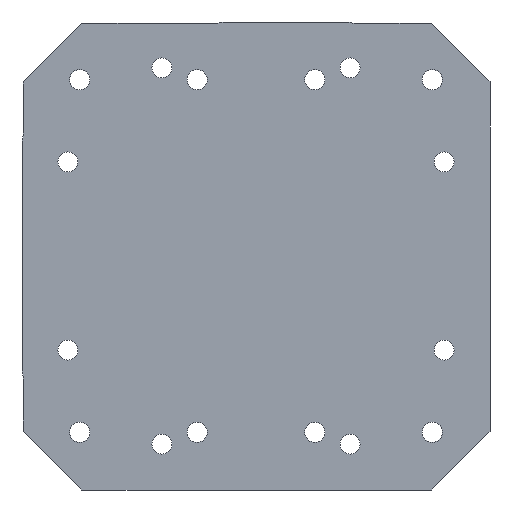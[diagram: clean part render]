
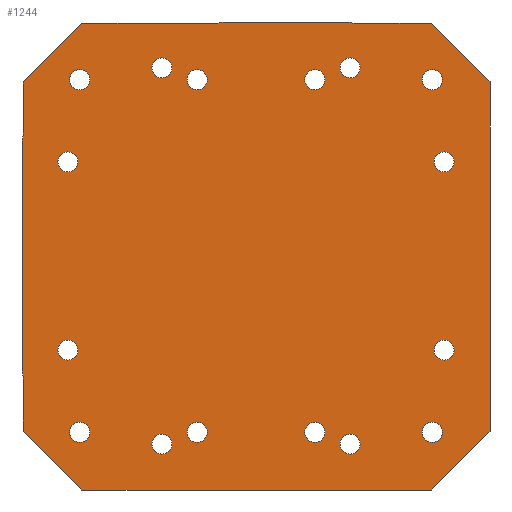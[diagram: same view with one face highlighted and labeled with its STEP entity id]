
A CAD part, front view. The second image highlights one B-rep face of the part: STEP entity #1244.
In plain terms, the highlighted planar face has unit normal (0, -1, 0).
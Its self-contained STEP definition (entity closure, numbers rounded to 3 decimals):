
#33=PLANE('',#1367);
#66=LINE('',#1889,#136);
#69=LINE('',#1895,#139);
#72=LINE('',#1901,#142);
#75=LINE('',#1907,#145);
#78=LINE('',#1913,#148);
#81=LINE('',#1919,#151);
#84=LINE('',#1925,#154);
#88=LINE('',#1939,#158);
#92=LINE('',#1951,#162);
#95=LINE('',#1957,#165);
#98=LINE('',#1963,#168);
#102=LINE('',#1979,#172);
#136=VECTOR('',#1496,1000.);
#139=VECTOR('',#1501,1000.);
#142=VECTOR('',#1506,1000.);
#145=VECTOR('',#1511,1000.);
#148=VECTOR('',#1516,1000.);
#151=VECTOR('',#1521,1000.);
#154=VECTOR('',#1526,1000.);
#158=VECTOR('',#1540,1000.);
#162=VECTOR('',#1552,1000.);
#165=VECTOR('',#1557,1000.);
#168=VECTOR('',#1562,1000.);
#172=VECTOR('',#1578,1000.);
#313=ORIENTED_EDGE('',*,*,#577,.F.);
#314=ORIENTED_EDGE('',*,*,#578,.F.);
#315=ORIENTED_EDGE('',*,*,#579,.F.);
#316=ORIENTED_EDGE('',*,*,#580,.F.);
#317=ORIENTED_EDGE('',*,*,#581,.F.);
#318=ORIENTED_EDGE('',*,*,#582,.F.);
#319=ORIENTED_EDGE('',*,*,#583,.F.);
#320=ORIENTED_EDGE('',*,*,#584,.F.);
#321=ORIENTED_EDGE('',*,*,#585,.F.);
#322=ORIENTED_EDGE('',*,*,#586,.F.);
#323=ORIENTED_EDGE('',*,*,#587,.F.);
#324=ORIENTED_EDGE('',*,*,#588,.F.);
#325=ORIENTED_EDGE('',*,*,#589,.F.);
#326=ORIENTED_EDGE('',*,*,#590,.F.);
#327=ORIENTED_EDGE('',*,*,#591,.F.);
#328=ORIENTED_EDGE('',*,*,#592,.F.);
#329=ORIENTED_EDGE('',*,*,#500,.T.);
#330=ORIENTED_EDGE('',*,*,#504,.F.);
#331=ORIENTED_EDGE('',*,*,#507,.F.);
#332=ORIENTED_EDGE('',*,*,#510,.F.);
#333=ORIENTED_EDGE('',*,*,#513,.F.);
#334=ORIENTED_EDGE('',*,*,#516,.F.);
#335=ORIENTED_EDGE('',*,*,#519,.F.);
#336=ORIENTED_EDGE('',*,*,#522,.F.);
#337=ORIENTED_EDGE('',*,*,#525,.T.);
#338=ORIENTED_EDGE('',*,*,#529,.F.);
#339=ORIENTED_EDGE('',*,*,#532,.T.);
#340=ORIENTED_EDGE('',*,*,#535,.F.);
#341=ORIENTED_EDGE('',*,*,#538,.F.);
#342=ORIENTED_EDGE('',*,*,#541,.F.);
#343=ORIENTED_EDGE('',*,*,#544,.T.);
#344=ORIENTED_EDGE('',*,*,#549,.F.);
#500=EDGE_CURVE('',#648,#649,#770,.T.);
#504=EDGE_CURVE('',#652,#649,#66,.T.);
#507=EDGE_CURVE('',#654,#652,#69,.T.);
#510=EDGE_CURVE('',#656,#654,#72,.T.);
#513=EDGE_CURVE('',#658,#656,#75,.T.);
#516=EDGE_CURVE('',#660,#658,#78,.T.);
#519=EDGE_CURVE('',#662,#660,#81,.T.);
#522=EDGE_CURVE('',#664,#662,#84,.T.);
#525=EDGE_CURVE('',#664,#666,#772,.T.);
#529=EDGE_CURVE('',#669,#666,#88,.T.);
#532=EDGE_CURVE('',#669,#671,#775,.T.);
#535=EDGE_CURVE('',#673,#671,#92,.T.);
#538=EDGE_CURVE('',#675,#673,#95,.T.);
#541=EDGE_CURVE('',#677,#675,#98,.T.);
#544=EDGE_CURVE('',#677,#679,#777,.T.);
#549=EDGE_CURVE('',#648,#679,#102,.T.);
#577=EDGE_CURVE('',#709,#709,#797,.T.);
#578=EDGE_CURVE('',#710,#710,#798,.T.);
#579=EDGE_CURVE('',#711,#711,#799,.T.);
#580=EDGE_CURVE('',#712,#712,#800,.T.);
#581=EDGE_CURVE('',#713,#713,#801,.T.);
#582=EDGE_CURVE('',#714,#714,#802,.T.);
#583=EDGE_CURVE('',#715,#715,#803,.T.);
#584=EDGE_CURVE('',#716,#716,#804,.T.);
#585=EDGE_CURVE('',#717,#717,#805,.T.);
#586=EDGE_CURVE('',#718,#718,#806,.T.);
#587=EDGE_CURVE('',#719,#719,#807,.T.);
#588=EDGE_CURVE('',#720,#720,#808,.T.);
#589=EDGE_CURVE('',#721,#721,#809,.T.);
#590=EDGE_CURVE('',#722,#722,#810,.T.);
#591=EDGE_CURVE('',#723,#723,#811,.T.);
#592=EDGE_CURVE('',#724,#724,#812,.T.);
#648=VERTEX_POINT('',#1881);
#649=VERTEX_POINT('',#1882);
#652=VERTEX_POINT('',#1890);
#654=VERTEX_POINT('',#1896);
#656=VERTEX_POINT('',#1902);
#658=VERTEX_POINT('',#1908);
#660=VERTEX_POINT('',#1914);
#662=VERTEX_POINT('',#1920);
#664=VERTEX_POINT('',#1926);
#666=VERTEX_POINT('',#1932);
#669=VERTEX_POINT('',#1940);
#671=VERTEX_POINT('',#1946);
#673=VERTEX_POINT('',#1952);
#675=VERTEX_POINT('',#1958);
#677=VERTEX_POINT('',#1964);
#679=VERTEX_POINT('',#1970);
#709=VERTEX_POINT('',#2036);
#710=VERTEX_POINT('',#2038);
#711=VERTEX_POINT('',#2040);
#712=VERTEX_POINT('',#2042);
#713=VERTEX_POINT('',#2044);
#714=VERTEX_POINT('',#2046);
#715=VERTEX_POINT('',#2048);
#716=VERTEX_POINT('',#2050);
#717=VERTEX_POINT('',#2052);
#718=VERTEX_POINT('',#2054);
#719=VERTEX_POINT('',#2056);
#720=VERTEX_POINT('',#2058);
#721=VERTEX_POINT('',#2060);
#722=VERTEX_POINT('',#2062);
#723=VERTEX_POINT('',#2064);
#724=VERTEX_POINT('',#2066);
#770=CIRCLE('',#1324,25.);
#772=CIRCLE('',#1334,25.);
#775=CIRCLE('',#1339,25.);
#777=CIRCLE('',#1345,25.);
#797=CIRCLE('',#1368,8.5);
#798=CIRCLE('',#1369,8.5);
#799=CIRCLE('',#1370,8.5);
#800=CIRCLE('',#1371,8.5);
#801=CIRCLE('',#1372,8.5);
#802=CIRCLE('',#1373,8.5);
#803=CIRCLE('',#1374,8.5);
#804=CIRCLE('',#1375,8.5);
#805=CIRCLE('',#1376,8.5);
#806=CIRCLE('',#1377,8.5);
#807=CIRCLE('',#1378,8.5);
#808=CIRCLE('',#1379,8.5);
#809=CIRCLE('',#1380,8.5);
#810=CIRCLE('',#1381,8.5);
#811=CIRCLE('',#1382,8.5);
#812=CIRCLE('',#1383,8.5);
#885=EDGE_LOOP('',(#313));
#886=EDGE_LOOP('',(#314));
#887=EDGE_LOOP('',(#315));
#888=EDGE_LOOP('',(#316));
#889=EDGE_LOOP('',(#317));
#890=EDGE_LOOP('',(#318));
#891=EDGE_LOOP('',(#319));
#892=EDGE_LOOP('',(#320));
#893=EDGE_LOOP('',(#321));
#894=EDGE_LOOP('',(#322));
#895=EDGE_LOOP('',(#323));
#896=EDGE_LOOP('',(#324));
#897=EDGE_LOOP('',(#325));
#898=EDGE_LOOP('',(#326));
#899=EDGE_LOOP('',(#327));
#900=EDGE_LOOP('',(#328));
#901=EDGE_LOOP('',(#329,#330,#331,#332,#333,#334,#335,#336,#337,#338,#339,
#340,#341,#342,#343,#344));
#1055=FACE_BOUND('',#885,.T.);
#1056=FACE_BOUND('',#886,.T.);
#1057=FACE_BOUND('',#887,.T.);
#1058=FACE_BOUND('',#888,.T.);
#1059=FACE_BOUND('',#889,.T.);
#1060=FACE_BOUND('',#890,.T.);
#1061=FACE_BOUND('',#891,.T.);
#1062=FACE_BOUND('',#892,.T.);
#1063=FACE_BOUND('',#893,.T.);
#1064=FACE_BOUND('',#894,.T.);
#1065=FACE_BOUND('',#895,.T.);
#1066=FACE_BOUND('',#896,.T.);
#1067=FACE_BOUND('',#897,.T.);
#1068=FACE_BOUND('',#898,.T.);
#1069=FACE_BOUND('',#899,.T.);
#1070=FACE_BOUND('',#900,.T.);
#1071=FACE_BOUND('',#901,.T.);
#1244=ADVANCED_FACE('',(#1055,#1056,#1057,#1058,#1059,#1060,#1061,#1062,
#1063,#1064,#1065,#1066,#1067,#1068,#1069,#1070,#1071),#33,.F.);
#1324=AXIS2_PLACEMENT_3D('',#1880,#1488,#1489);
#1334=AXIS2_PLACEMENT_3D('',#1931,#1531,#1532);
#1339=AXIS2_PLACEMENT_3D('',#1945,#1545,#1546);
#1345=AXIS2_PLACEMENT_3D('',#1969,#1567,#1568);
#1367=AXIS2_PLACEMENT_3D('',#2034,#1624,#1625);
#1368=AXIS2_PLACEMENT_3D('',#2035,#1626,#1627);
#1369=AXIS2_PLACEMENT_3D('',#2037,#1628,#1629);
#1370=AXIS2_PLACEMENT_3D('',#2039,#1630,#1631);
#1371=AXIS2_PLACEMENT_3D('',#2041,#1632,#1633);
#1372=AXIS2_PLACEMENT_3D('',#2043,#1634,#1635);
#1373=AXIS2_PLACEMENT_3D('',#2045,#1636,#1637);
#1374=AXIS2_PLACEMENT_3D('',#2047,#1638,#1639);
#1375=AXIS2_PLACEMENT_3D('',#2049,#1640,#1641);
#1376=AXIS2_PLACEMENT_3D('',#2051,#1642,#1643);
#1377=AXIS2_PLACEMENT_3D('',#2053,#1644,#1645);
#1378=AXIS2_PLACEMENT_3D('',#2055,#1646,#1647);
#1379=AXIS2_PLACEMENT_3D('',#2057,#1648,#1649);
#1380=AXIS2_PLACEMENT_3D('',#2059,#1650,#1651);
#1381=AXIS2_PLACEMENT_3D('',#2061,#1652,#1653);
#1382=AXIS2_PLACEMENT_3D('',#2063,#1654,#1655);
#1383=AXIS2_PLACEMENT_3D('',#2065,#1656,#1657);
#1488=DIRECTION('',(0.,1.,0.));
#1489=DIRECTION('',(1.,0.,0.));
#1496=DIRECTION('',(0.,0.,1.));
#1501=DIRECTION('',(-0.707,0.,0.707));
#1506=DIRECTION('',(-1.,0.,0.));
#1511=DIRECTION('',(-0.707,0.,-0.707));
#1516=DIRECTION('',(0.,0.,-1.));
#1521=DIRECTION('',(0.707,0.,-0.707));
#1526=DIRECTION('',(1.,0.,0.));
#1531=DIRECTION('',(0.,1.,0.));
#1532=DIRECTION('',(1.,0.,0.));
#1540=DIRECTION('',(1.,0.,0.));
#1545=DIRECTION('',(0.,1.,0.));
#1546=DIRECTION('',(1.,0.,0.));
#1552=DIRECTION('',(1.,0.,0.));
#1557=DIRECTION('',(0.707,0.,0.707));
#1562=DIRECTION('',(0.,0.,1.));
#1567=DIRECTION('',(0.,1.,0.));
#1568=DIRECTION('',(1.,0.,0.));
#1578=DIRECTION('',(0.,0.,1.));
#1624=DIRECTION('',(0.,1.,0.));
#1625=DIRECTION('',(0.,0.,1.));
#1626=DIRECTION('',(0.,-1.,0.));
#1627=DIRECTION('',(0.,0.,-1.));
#1628=DIRECTION('',(0.,-1.,0.));
#1629=DIRECTION('',(0.,0.,-1.));
#1630=DIRECTION('',(0.,-1.,0.));
#1631=DIRECTION('',(0.,0.,-1.));
#1632=DIRECTION('',(0.,-1.,0.));
#1633=DIRECTION('',(0.,0.,-1.));
#1634=DIRECTION('',(0.,-1.,0.));
#1635=DIRECTION('',(0.,0.,-1.));
#1636=DIRECTION('',(0.,-1.,0.));
#1637=DIRECTION('',(0.,0.,-1.));
#1638=DIRECTION('',(0.,-1.,0.));
#1639=DIRECTION('',(0.,0.,-1.));
#1640=DIRECTION('',(0.,-1.,0.));
#1641=DIRECTION('',(0.,0.,-1.));
#1642=DIRECTION('',(0.,-1.,0.));
#1643=DIRECTION('',(0.,0.,-1.));
#1644=DIRECTION('',(0.,-1.,0.));
#1645=DIRECTION('',(0.,0.,-1.));
#1646=DIRECTION('',(0.,-1.,0.));
#1647=DIRECTION('',(0.,0.,-1.));
#1648=DIRECTION('',(0.,-1.,0.));
#1649=DIRECTION('',(0.,0.,-1.));
#1650=DIRECTION('',(0.,-1.,0.));
#1651=DIRECTION('',(0.,0.,-1.));
#1652=DIRECTION('',(0.,-1.,0.));
#1653=DIRECTION('',(0.,0.,-1.));
#1654=DIRECTION('',(0.,-1.,0.));
#1655=DIRECTION('',(0.,0.,-1.));
#1656=DIRECTION('',(0.,-1.,0.));
#1657=DIRECTION('',(0.,0.,-1.));
#1880=CARTESIAN_POINT('',(-223.,0.,-104.798));
#1881=CARTESIAN_POINT('',(-199.,0.,-97.798));
#1882=CARTESIAN_POINT('',(-198.,0.,-104.798));
#1889=CARTESIAN_POINT('',(-198.,0.,-149.));
#1890=CARTESIAN_POINT('',(-198.,0.,-149.));
#1895=CARTESIAN_POINT('',(-148.,0.,-199.));
#1896=CARTESIAN_POINT('',(-148.,0.,-199.));
#1901=CARTESIAN_POINT('',(149.,0.,-199.));
#1902=CARTESIAN_POINT('',(149.,0.,-199.));
#1907=CARTESIAN_POINT('',(199.,0.,-149.));
#1908=CARTESIAN_POINT('',(199.,0.,-149.));
#1913=CARTESIAN_POINT('',(199.,0.,148.));
#1914=CARTESIAN_POINT('',(199.,0.,148.));
#1919=CARTESIAN_POINT('',(149.,0.,198.));
#1920=CARTESIAN_POINT('',(149.,0.,198.));
#1925=CARTESIAN_POINT('',(84.798,0.,198.));
#1926=CARTESIAN_POINT('',(84.798,0.,198.));
#1931=CARTESIAN_POINT('',(84.798,0.,223.));
#1932=CARTESIAN_POINT('',(77.798,0.,199.));
#1939=CARTESIAN_POINT('',(-27.798,0.,199.));
#1940=CARTESIAN_POINT('',(-27.798,0.,199.));
#1945=CARTESIAN_POINT('',(-34.798,0.,223.));
#1946=CARTESIAN_POINT('',(-34.798,0.,198.));
#1951=CARTESIAN_POINT('',(-148.,0.,198.));
#1952=CARTESIAN_POINT('',(-148.,0.,198.));
#1957=CARTESIAN_POINT('',(-198.,0.,148.));
#1958=CARTESIAN_POINT('',(-198.,0.,148.));
#1963=CARTESIAN_POINT('',(-198.,0.,104.798));
#1964=CARTESIAN_POINT('',(-198.,0.,104.798));
#1969=CARTESIAN_POINT('',(-223.,0.,104.798));
#1970=CARTESIAN_POINT('',(-199.,0.,97.798));
#1979=CARTESIAN_POINT('',(-199.,0.,-97.798));
#2034=CARTESIAN_POINT('',(-223.,0.,-104.798));
#2035=CARTESIAN_POINT('',(-150.,0.,-150.));
#2036=CARTESIAN_POINT('',(-150.,0.,-158.5));
#2037=CARTESIAN_POINT('',(-160.,0.,-80.));
#2038=CARTESIAN_POINT('',(-160.,0.,-88.5));
#2039=CARTESIAN_POINT('',(160.,0.,80.));
#2040=CARTESIAN_POINT('',(160.,0.,71.5));
#2041=CARTESIAN_POINT('',(150.,0.,150.));
#2042=CARTESIAN_POINT('',(150.,0.,141.5));
#2043=CARTESIAN_POINT('',(80.,0.,160.));
#2044=CARTESIAN_POINT('',(80.,0.,151.5));
#2045=CARTESIAN_POINT('',(50.,0.,150.));
#2046=CARTESIAN_POINT('',(50.,0.,141.5));
#2047=CARTESIAN_POINT('',(-50.,0.,150.));
#2048=CARTESIAN_POINT('',(-50.,0.,141.5));
#2049=CARTESIAN_POINT('',(-80.,0.,160.));
#2050=CARTESIAN_POINT('',(-80.,0.,151.5));
#2051=CARTESIAN_POINT('',(-80.,0.,-160.));
#2052=CARTESIAN_POINT('',(-80.,0.,-168.5));
#2053=CARTESIAN_POINT('',(-50.,0.,-150.));
#2054=CARTESIAN_POINT('',(-50.,0.,-158.5));
#2055=CARTESIAN_POINT('',(50.,0.,-150.));
#2056=CARTESIAN_POINT('',(50.,0.,-158.5));
#2057=CARTESIAN_POINT('',(80.,0.,-160.));
#2058=CARTESIAN_POINT('',(80.,0.,-168.5));
#2059=CARTESIAN_POINT('',(150.,0.,-150.));
#2060=CARTESIAN_POINT('',(150.,0.,-158.5));
#2061=CARTESIAN_POINT('',(160.,0.,-80.));
#2062=CARTESIAN_POINT('',(160.,0.,-88.5));
#2063=CARTESIAN_POINT('',(-150.,0.,150.));
#2064=CARTESIAN_POINT('',(-150.,0.,141.5));
#2065=CARTESIAN_POINT('',(-160.,0.,80.));
#2066=CARTESIAN_POINT('',(-160.,0.,71.5));
